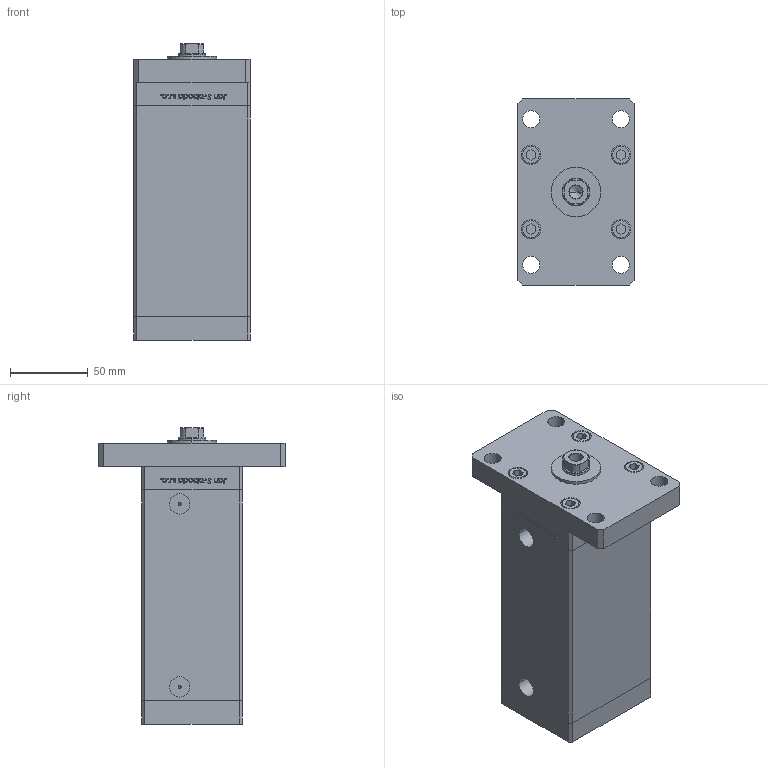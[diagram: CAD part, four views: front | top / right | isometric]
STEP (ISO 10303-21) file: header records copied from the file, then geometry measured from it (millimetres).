
FILE_DESCRIPTION (( 'STEP AP203' ), '1' );
FILE_NAME ('d30e.STEP', '2024-10-07T07:18:51', ( '' ), ( '' ), 'SwSTEP 2.0', 'SolidWorks 2019', '' );
FILE_SCHEMA (( 'CONFIG_CONTROL_DESIGN' ));
Length unit declared in the file: millimetre
Products named in the file (7): V220C BACK_F 888ba8e15a97f1e5225b1c58a49b76e9; V220C_F 888ba8e15a97f1e5225b1c58a49b76e9; V220C_VC_F 888ba8e15a97f1e5225b1c58a49b76e9; ALLEN BOLT 888ba8e15a97f1e5225b1c58a49b76e9; V220C_FRONT_F 888ba8e15a97f1e5225b1c58a49b76e9; V220C_F_MIDDLE 888ba8e15a97f1e5225b1c58a49b76e9; d30e
Assembly tree (19 placements, depth 2):
  d30e
    V220C BACK_F 888ba8e15a97f1e5225b1c58a49b76e9
    V220C_F_MIDDLE 888ba8e15a97f1e5225b1c58a49b76e9
    V220C_FRONT_F 888ba8e15a97f1e5225b1c58a49b76e9
    V220C_F 888ba8e15a97f1e5225b1c58a49b76e9
    ALLEN BOLT 888ba8e15a97f1e5225b1c58a49b76e9  x14
    V220C_VC_F 888ba8e15a97f1e5225b1c58a49b76e9
Bounding box: 75 x 120 x 191 mm (x, y, z)
Volume: 848554.2 mm3; surface area: 159946.3 mm2
Topology: 19 solids, 19 shells, 1308 faces, 3237 edges, 2115 vertices
Faces by surface type: plane 515, bspline 484, cylinder 187, cone 62, torus 60
Entity records: 53612 total; most frequent: CARTESIAN_POINT 30472, ORIENTED_EDGE 5274, DIRECTION 3067, EDGE_CURVE 2637, VERTEX_POINT 1751, LINE 1367, VECTOR 1367, EDGE_LOOP 1208
